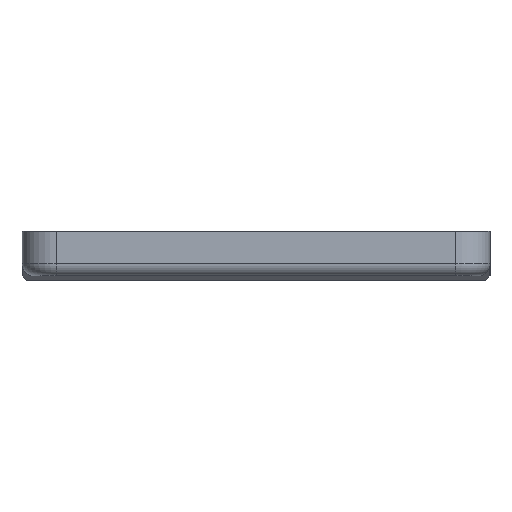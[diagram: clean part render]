
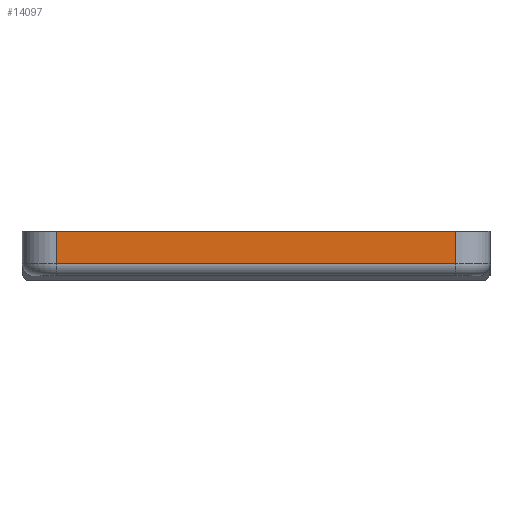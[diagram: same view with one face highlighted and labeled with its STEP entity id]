
A CAD part, left-side view. The second image highlights one B-rep face of the part: STEP entity #14097.
In plain terms, the highlighted planar face has unit normal (-1, 0, 0).
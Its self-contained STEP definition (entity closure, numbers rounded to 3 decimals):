
#908=LINE('',#20176,#2384);
#2064=LINE('',#23526,#3540);
#2072=LINE('',#23547,#3548);
#2073=LINE('',#23549,#3549);
#2384=VECTOR('',#15998,10.);
#3540=VECTOR('',#19180,10.);
#3548=VECTOR('',#19202,10.);
#3549=VECTOR('',#19205,10.);
#4006=PLANE('',#15310);
#4685=FACE_OUTER_BOUND('',#5431,.T.);
#5431=EDGE_LOOP('',(#13285,#13286,#13287,#13288));
#6333=VERTEX_POINT('',#20173);
#6334=VERTEX_POINT('',#20175);
#7368=VERTEX_POINT('',#23520);
#7369=VERTEX_POINT('',#23524);
#7750=EDGE_CURVE('',#6333,#6334,#908,.T.);
#9359=EDGE_CURVE('',#7368,#7369,#2064,.T.);
#9370=EDGE_CURVE('',#7369,#6333,#2072,.T.);
#9371=EDGE_CURVE('',#6334,#7368,#2073,.T.);
#13285=ORIENTED_EDGE('',*,*,#9359,.F.);
#13286=ORIENTED_EDGE('',*,*,#9371,.F.);
#13287=ORIENTED_EDGE('',*,*,#7750,.F.);
#13288=ORIENTED_EDGE('',*,*,#9370,.F.);
#14097=ADVANCED_FACE('',(#4685),#4006,.T.);
#15310=AXIS2_PLACEMENT_3D('',#23548,#19203,#19204);
#15998=DIRECTION('',(0.,-1.,0.));
#19180=DIRECTION('',(0.,1.,0.));
#19202=DIRECTION('',(0.,0.,1.));
#19203=DIRECTION('center_axis',(-1.,0.,0.));
#19204=DIRECTION('ref_axis',(0.,-1.,0.));
#19205=DIRECTION('',(0.,0.,-1.));
#20173=CARTESIAN_POINT('',(0.,63.,5.2));
#20175=CARTESIAN_POINT('',(0.,5.,5.2));
#20176=CARTESIAN_POINT('',(0.,68.,5.2));
#23520=CARTESIAN_POINT('',(0.,5.,0.45));
#23524=CARTESIAN_POINT('',(0.,63.,0.45));
#23526=CARTESIAN_POINT('',(0.,51.,0.45));
#23547=CARTESIAN_POINT('',(0.,63.,0.));
#23548=CARTESIAN_POINT('Origin',(0.,68.,0.));
#23549=CARTESIAN_POINT('',(0.,5.,0.));
